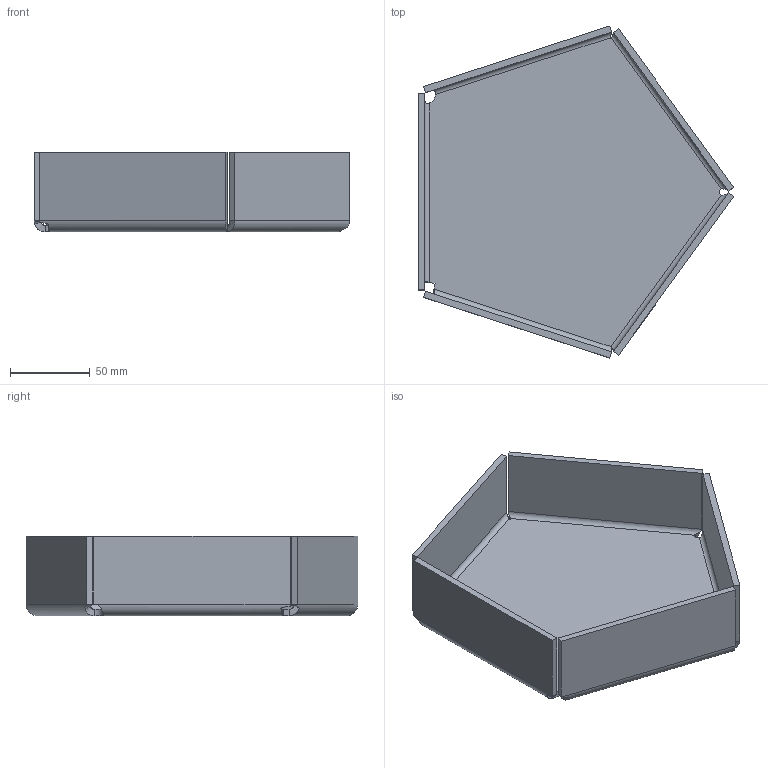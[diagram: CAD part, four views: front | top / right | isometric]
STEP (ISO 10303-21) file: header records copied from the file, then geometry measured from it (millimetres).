
FILE_DESCRIPTION (( 'STEP AP203' ), '1' );
FILE_NAME ('buigrelief hoeken tegen scheurvorming.STEP', '2024-06-04T13:13:17', ( '' ), ( '' ), 'SwSTEP 2.0', 'SolidWorks 2021', '' );
FILE_SCHEMA (( 'CONFIG_CONTROL_DESIGN' ));
Length unit declared in the file: millimetre
Products named in the file (1): buigrelief hoeken tegen scheurvorming
Bounding box: 198.24 x 208.44 x 50 mm (x, y, z)
Volume: 223379.3 mm3; surface area: 116350.8 mm2
Topology: 1 solids, 1 shells, 64 faces, 146 edges, 84 vertices
Faces by surface type: plane 33, cylinder 17, bspline 14
Entity records: 2158 total; most frequent: CARTESIAN_POINT 810, ORIENTED_EDGE 292, DIRECTION 207, EDGE_CURVE 146, VERTEX_POINT 84, VECTOR 77, LINE 77, AXIS2_PLACEMENT_3D 65
